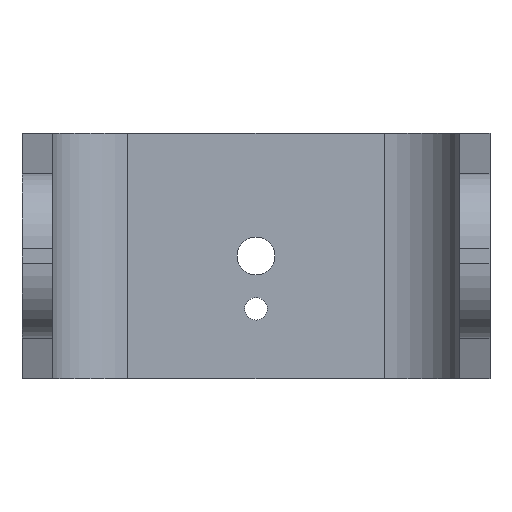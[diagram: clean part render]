
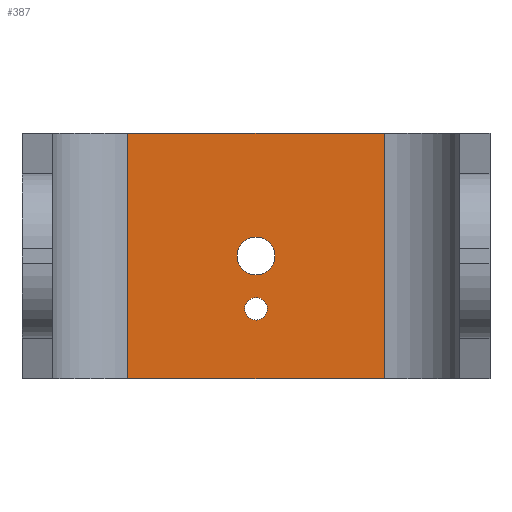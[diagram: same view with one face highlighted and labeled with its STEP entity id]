
A CAD part, front view. The second image highlights one B-rep face of the part: STEP entity #387.
In plain terms, the highlighted planar face has unit normal (0, -1, 0).
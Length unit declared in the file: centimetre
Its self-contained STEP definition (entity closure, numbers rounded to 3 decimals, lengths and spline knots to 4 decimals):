
#4 = VECTOR ( 'NONE', #351, 100. ) ;
#15 = PLANE ( 'NONE',  #985 ) ;
#25 = CARTESIAN_POINT ( 'NONE',  ( 3.1, 9.45, 0.925 ) ) ;
#29 = CIRCLE ( 'NONE', #1021, 0.25 ) ;
#45 = EDGE_LOOP ( 'NONE', ( #1005, #571 ) ) ;
#46 = CARTESIAN_POINT ( 'NONE',  ( 4.8, 9.45, 0. ) ) ;
#67 = ORIENTED_EDGE ( 'NONE', *, *, #367, .F. ) ;
#69 = VERTEX_POINT ( 'NONE', #750 ) ;
#74 = CARTESIAN_POINT ( 'NONE',  ( 1.4, 9.45, 3.25 ) ) ;
#76 = CIRCLE ( 'NONE', #566, 0.15 ) ;
#98 = DIRECTION ( 'NONE',  ( 0., 1., 0. ) ) ;
#122 = DIRECTION ( 'NONE',  ( 0., 1., 0. ) ) ;
#136 = CARTESIAN_POINT ( 'NONE',  ( 3.1, 9.45, 1.625 ) ) ;
#188 = CARTESIAN_POINT ( 'NONE',  ( 3.1, 9.45, 1.875 ) ) ;
#214 = CARTESIAN_POINT ( 'NONE',  ( 3.1, 9.45, 1.375 ) ) ;
#230 = LINE ( 'NONE', #573, #959 ) ;
#233 = EDGE_CURVE ( 'NONE', #471, #633, #771, .T. ) ;
#265 = DIRECTION ( 'NONE',  ( 0., 0., 1. ) ) ;
#325 = CARTESIAN_POINT ( 'NONE',  ( 0., 9.45, 3.25 ) ) ;
#351 = DIRECTION ( 'NONE',  ( 1., 0., 0. ) ) ;
#362 = EDGE_LOOP ( 'NONE', ( #947, #690 ) ) ;
#367 = EDGE_CURVE ( 'NONE', #597, #621, #230, .T. ) ;
#387 = ADVANCED_FACE ( 'NONE', ( #675, #689, #932 ), #15, .F. ) ;
#393 = CIRCLE ( 'NONE', #615, 0.15 ) ;
#414 = DIRECTION ( 'NONE',  ( 0., 1., 0. ) ) ;
#419 = CARTESIAN_POINT ( 'NONE',  ( 4.8, 9.45, 3.25 ) ) ;
#427 = VERTEX_POINT ( 'NONE', #718 ) ;
#459 = EDGE_LOOP ( 'NONE', ( #494, #67, #520, #570 ) ) ;
#462 = CARTESIAN_POINT ( 'NONE',  ( 3.1, 9.45, 1.625 ) ) ;
#464 = VECTOR ( 'NONE', #728, 100. ) ;
#471 = VERTEX_POINT ( 'NONE', #188 ) ;
#473 = DIRECTION ( 'NONE',  ( 0., 0., 1. ) ) ;
#482 = CARTESIAN_POINT ( 'NONE',  ( 3.1, 9.45, 1.075 ) ) ;
#494 = ORIENTED_EDGE ( 'NONE', *, *, #911, .T. ) ;
#509 = CARTESIAN_POINT ( 'NONE',  ( 1.4, 9.45, 0. ) ) ;
#520 = ORIENTED_EDGE ( 'NONE', *, *, #951, .F. ) ;
#549 = AXIS2_PLACEMENT_3D ( 'NONE', #462, #638, #473 ) ;
#550 = VECTOR ( 'NONE', #559, 100. ) ;
#559 = DIRECTION ( 'NONE',  ( 0., 0., -1. ) ) ;
#566 = AXIS2_PLACEMENT_3D ( 'NONE', #25, #414, #972 ) ;
#569 = DIRECTION ( 'NONE',  ( 0., 0., -1. ) ) ;
#570 = ORIENTED_EDGE ( 'NONE', *, *, #727, .T. ) ;
#571 = ORIENTED_EDGE ( 'NONE', *, *, #654, .T. ) ;
#573 = CARTESIAN_POINT ( 'NONE',  ( 4.8, 9.45, 3.25 ) ) ;
#590 = CARTESIAN_POINT ( 'NONE',  ( 3.1, 9.45, 0.925 ) ) ;
#597 = VERTEX_POINT ( 'NONE', #419 ) ;
#615 = AXIS2_PLACEMENT_3D ( 'NONE', #590, #122, #814 ) ;
#621 = VERTEX_POINT ( 'NONE', #46 ) ;
#633 = VERTEX_POINT ( 'NONE', #214 ) ;
#638 = DIRECTION ( 'NONE',  ( 0., 1., 0. ) ) ;
#652 = CARTESIAN_POINT ( 'NONE',  ( 0., 9.45, 0. ) ) ;
#654 = EDGE_CURVE ( 'NONE', #633, #471, #29, .T. ) ;
#675 = FACE_BOUND ( 'NONE', #45, .T. ) ;
#689 = FACE_BOUND ( 'NONE', #362, .T. ) ;
#690 = ORIENTED_EDGE ( 'NONE', *, *, #977, .T. ) ;
#718 = CARTESIAN_POINT ( 'NONE',  ( 3.1, 9.45, 0.775 ) ) ;
#727 = EDGE_CURVE ( 'NONE', #69, #946, #1013, .T. ) ;
#728 = DIRECTION ( 'NONE',  ( 1., 0., 0. ) ) ;
#745 = CARTESIAN_POINT ( 'NONE',  ( 0., 9.45, 3.25 ) ) ;
#750 = CARTESIAN_POINT ( 'NONE',  ( 1.4, 9.45, 3.25 ) ) ;
#771 = CIRCLE ( 'NONE', #549, 0.25 ) ;
#774 = DIRECTION ( 'NONE',  ( 0., 0., 1. ) ) ;
#814 = DIRECTION ( 'NONE',  ( 0., 0., 1. ) ) ;
#850 = DIRECTION ( 'NONE',  ( 0., 1., 0. ) ) ;
#911 = EDGE_CURVE ( 'NONE', #946, #621, #1012, .T. ) ;
#913 = EDGE_CURVE ( 'NONE', #934, #427, #76, .T. ) ;
#932 = FACE_OUTER_BOUND ( 'NONE', #459, .T. ) ;
#934 = VERTEX_POINT ( 'NONE', #482 ) ;
#946 = VERTEX_POINT ( 'NONE', #509 ) ;
#947 = ORIENTED_EDGE ( 'NONE', *, *, #913, .T. ) ;
#951 = EDGE_CURVE ( 'NONE', #69, #597, #954, .T. ) ;
#954 = LINE ( 'NONE', #745, #4 ) ;
#959 = VECTOR ( 'NONE', #569, 100. ) ;
#972 = DIRECTION ( 'NONE',  ( 0., 0., 1. ) ) ;
#977 = EDGE_CURVE ( 'NONE', #427, #934, #393, .T. ) ;
#985 = AXIS2_PLACEMENT_3D ( 'NONE', #325, #98, #265 ) ;
#1005 = ORIENTED_EDGE ( 'NONE', *, *, #233, .T. ) ;
#1012 = LINE ( 'NONE', #652, #464 ) ;
#1013 = LINE ( 'NONE', #74, #550 ) ;
#1021 = AXIS2_PLACEMENT_3D ( 'NONE', #136, #850, #774 ) ;
